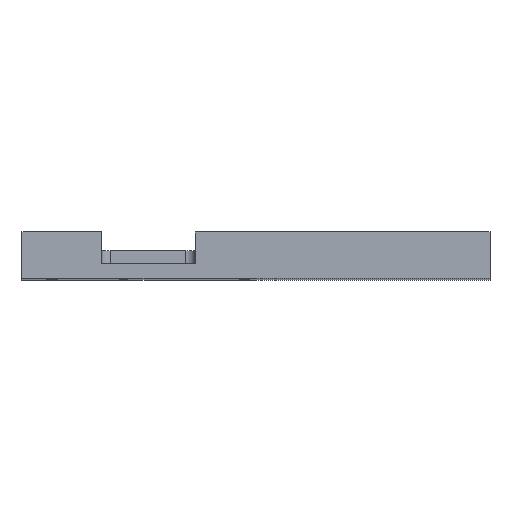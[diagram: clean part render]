
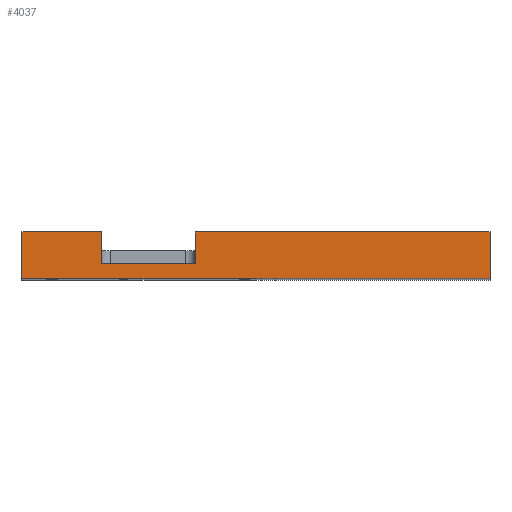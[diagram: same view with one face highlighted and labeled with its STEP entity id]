
A CAD part, top view. The second image highlights one B-rep face of the part: STEP entity #4037.
In plain terms, the highlighted planar face has unit normal (0, 0, 1).
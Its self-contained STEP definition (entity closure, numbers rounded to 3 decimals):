
#43 = PLANE('',#44);
#44 = AXIS2_PLACEMENT_3D('',#45,#46,#47);
#45 = CARTESIAN_POINT('',(70.,-185.,-185.));
#46 = DIRECTION('',(0.,-1.,0.));
#47 = DIRECTION('',(1.,0.,0.));
#263 = VERTEX_POINT('',#264);
#264 = CARTESIAN_POINT('',(-30.5,-175.5,155.));
#273 = PLANE('',#274);
#274 = AXIS2_PLACEMENT_3D('',#275,#276,#277);
#275 = CARTESIAN_POINT('',(-30.5,-175.5,155.));
#276 = DIRECTION('',(0.,-1.,0.));
#277 = DIRECTION('',(1.,0.,0.));
#285 = PLANE('',#286);
#286 = AXIS2_PLACEMENT_3D('',#287,#288,#289);
#287 = CARTESIAN_POINT('',(-30.5,-162.095,-181.845));
#288 = DIRECTION('',(1.,0.,0.));
#289 = DIRECTION('',(0.,-1.,0.));
#388 = VERTEX_POINT('',#389);
#389 = CARTESIAN_POINT('',(30.5,-175.5,155.));
#403 = PLANE('',#404);
#404 = AXIS2_PLACEMENT_3D('',#405,#406,#407);
#405 = CARTESIAN_POINT('',(30.5,-162.095,-181.845));
#406 = DIRECTION('',(-1.,0.,0.));
#407 = DIRECTION('',(0.,1.,0.));
#415 = EDGE_CURVE('',#263,#388,#416,.T.);
#416 = SURFACE_CURVE('',#417,(#421,#428),.PCURVE_S1.);
#417 = LINE('',#418,#419);
#418 = CARTESIAN_POINT('',(-30.5,-175.5,155.));
#419 = VECTOR('',#420,1.);
#420 = DIRECTION('',(1.,0.,0.));
#421 = PCURVE('',#273,#422);
#422 = DEFINITIONAL_REPRESENTATION('',(#423),#427);
#423 = LINE('',#424,#425);
#424 = CARTESIAN_POINT('',(0.,0.));
#425 = VECTOR('',#426,1.);
#426 = DIRECTION('',(1.,0.));
#427 = ( GEOMETRIC_REPRESENTATION_CONTEXT(2) 
PARAMETRIC_REPRESENTATION_CONTEXT() REPRESENTATION_CONTEXT('2D SPACE',''
  ) );
#428 = PCURVE('',#429,#434);
#429 = PLANE('',#430);
#430 = AXIS2_PLACEMENT_3D('',#431,#432,#433);
#431 = CARTESIAN_POINT('',(65.952,-171.489,155.));
#432 = DIRECTION('',(0.,0.,1.));
#433 = DIRECTION('',(0.,-1.,0.));
#434 = DEFINITIONAL_REPRESENTATION('',(#435),#439);
#435 = LINE('',#436,#437);
#436 = CARTESIAN_POINT('',(4.011,-96.452));
#437 = VECTOR('',#438,1.);
#438 = DIRECTION('',(0.,1.));
#439 = ( GEOMETRIC_REPRESENTATION_CONTEXT(2) 
PARAMETRIC_REPRESENTATION_CONTEXT() REPRESENTATION_CONTEXT('2D SPACE',''
  ) );
#581 = VERTEX_POINT('',#582);
#582 = CARTESIAN_POINT('',(-30.5,-155.,155.));
#596 = PLANE('',#597);
#597 = AXIS2_PLACEMENT_3D('',#598,#599,#600);
#598 = CARTESIAN_POINT('',(0.,-155.,-185.));
#599 = DIRECTION('',(0.,1.,0.));
#600 = DIRECTION('',(0.,0.,1.));
#608 = EDGE_CURVE('',#581,#263,#609,.T.);
#609 = SURFACE_CURVE('',#610,(#614,#621),.PCURVE_S1.);
#610 = LINE('',#611,#612);
#611 = CARTESIAN_POINT('',(-30.5,-114.5,155.));
#612 = VECTOR('',#613,1.);
#613 = DIRECTION('',(-0.,-1.,0.));
#614 = PCURVE('',#285,#615);
#615 = DEFINITIONAL_REPRESENTATION('',(#616),#620);
#616 = LINE('',#617,#618);
#617 = CARTESIAN_POINT('',(-47.595,-336.845));
#618 = VECTOR('',#619,1.);
#619 = DIRECTION('',(1.,0.));
#620 = ( GEOMETRIC_REPRESENTATION_CONTEXT(2) 
PARAMETRIC_REPRESENTATION_CONTEXT() REPRESENTATION_CONTEXT('2D SPACE',''
  ) );
#621 = PCURVE('',#429,#622);
#622 = DEFINITIONAL_REPRESENTATION('',(#623),#627);
#623 = LINE('',#624,#625);
#624 = CARTESIAN_POINT('',(-56.989,-96.452));
#625 = VECTOR('',#626,1.);
#626 = DIRECTION('',(1.,0.));
#627 = ( GEOMETRIC_REPRESENTATION_CONTEXT(2) 
PARAMETRIC_REPRESENTATION_CONTEXT() REPRESENTATION_CONTEXT('2D SPACE',''
  ) );
#755 = EDGE_CURVE('',#388,#756,#758,.T.);
#756 = VERTEX_POINT('',#757);
#757 = CARTESIAN_POINT('',(30.5,-155.,155.));
#758 = SURFACE_CURVE('',#759,(#763,#770),.PCURVE_S1.);
#759 = LINE('',#760,#761);
#760 = CARTESIAN_POINT('',(30.5,-175.5,155.));
#761 = VECTOR('',#762,1.);
#762 = DIRECTION('',(0.,1.,0.));
#763 = PCURVE('',#403,#764);
#764 = DEFINITIONAL_REPRESENTATION('',(#765),#769);
#765 = LINE('',#766,#767);
#766 = CARTESIAN_POINT('',(-13.405,-336.845));
#767 = VECTOR('',#768,1.);
#768 = DIRECTION('',(1.,0.));
#769 = ( GEOMETRIC_REPRESENTATION_CONTEXT(2) 
PARAMETRIC_REPRESENTATION_CONTEXT() REPRESENTATION_CONTEXT('2D SPACE',''
  ) );
#770 = PCURVE('',#429,#771);
#771 = DEFINITIONAL_REPRESENTATION('',(#772),#776);
#772 = LINE('',#773,#774);
#773 = CARTESIAN_POINT('',(4.011,-35.452));
#774 = VECTOR('',#775,1.);
#775 = DIRECTION('',(-1.,0.));
#776 = ( GEOMETRIC_REPRESENTATION_CONTEXT(2) 
PARAMETRIC_REPRESENTATION_CONTEXT() REPRESENTATION_CONTEXT('2D SPACE',''
  ) );
#794 = PLANE('',#795);
#795 = AXIS2_PLACEMENT_3D('',#796,#797,#798);
#796 = CARTESIAN_POINT('',(129.304,-155.,-182.57));
#797 = DIRECTION('',(-0.,1.,0.));
#798 = DIRECTION('',(-1.,-0.,0.));
#1005 = VERTEX_POINT('',#1006);
#1006 = CARTESIAN_POINT('',(-82.,-155.,155.));
#1020 = PLANE('',#1021);
#1021 = AXIS2_PLACEMENT_3D('',#1022,#1023,#1024);
#1022 = CARTESIAN_POINT('',(-82.,-155.,-525.));
#1023 = DIRECTION('',(-1.,0.,0.));
#1024 = DIRECTION('',(0.,0.,1.));
#1032 = EDGE_CURVE('',#1005,#581,#1033,.T.);
#1033 = SURFACE_CURVE('',#1034,(#1038,#1045),.PCURVE_S1.);
#1034 = LINE('',#1035,#1036);
#1035 = CARTESIAN_POINT('',(-82.,-155.,155.));
#1036 = VECTOR('',#1037,1.);
#1037 = DIRECTION('',(1.,0.,0.));
#1038 = PCURVE('',#596,#1039);
#1039 = DEFINITIONAL_REPRESENTATION('',(#1040),#1044);
#1040 = LINE('',#1041,#1042);
#1041 = CARTESIAN_POINT('',(340.,-82.));
#1042 = VECTOR('',#1043,1.);
#1043 = DIRECTION('',(0.,1.));
#1044 = ( GEOMETRIC_REPRESENTATION_CONTEXT(2) 
PARAMETRIC_REPRESENTATION_CONTEXT() REPRESENTATION_CONTEXT('2D SPACE',''
  ) );
#1045 = PCURVE('',#429,#1046);
#1046 = DEFINITIONAL_REPRESENTATION('',(#1047),#1051);
#1047 = LINE('',#1048,#1049);
#1048 = CARTESIAN_POINT('',(-16.489,-147.952));
#1049 = VECTOR('',#1050,1.);
#1050 = DIRECTION('',(0.,1.));
#1051 = ( GEOMETRIC_REPRESENTATION_CONTEXT(2) 
PARAMETRIC_REPRESENTATION_CONTEXT() REPRESENTATION_CONTEXT('2D SPACE',''
  ) );
#2083 = VERTEX_POINT('',#2084);
#2084 = CARTESIAN_POINT('',(-82.,-185.,155.));
#2105 = EDGE_CURVE('',#1005,#2083,#2106,.T.);
#2106 = SURFACE_CURVE('',#2107,(#2111,#2118),.PCURVE_S1.);
#2107 = LINE('',#2108,#2109);
#2108 = CARTESIAN_POINT('',(-82.,-155.,155.));
#2109 = VECTOR('',#2110,1.);
#2110 = DIRECTION('',(0.,-1.,0.));
#2111 = PCURVE('',#1020,#2112);
#2112 = DEFINITIONAL_REPRESENTATION('',(#2113),#2117);
#2113 = LINE('',#2114,#2115);
#2114 = CARTESIAN_POINT('',(680.,0.));
#2115 = VECTOR('',#2116,1.);
#2116 = DIRECTION('',(0.,-1.));
#2117 = ( GEOMETRIC_REPRESENTATION_CONTEXT(2) 
PARAMETRIC_REPRESENTATION_CONTEXT() REPRESENTATION_CONTEXT('2D SPACE',''
  ) );
#2118 = PCURVE('',#429,#2119);
#2119 = DEFINITIONAL_REPRESENTATION('',(#2120),#2124);
#2120 = LINE('',#2121,#2122);
#2121 = CARTESIAN_POINT('',(-16.489,-147.952));
#2122 = VECTOR('',#2123,1.);
#2123 = DIRECTION('',(1.,0.));
#2124 = ( GEOMETRIC_REPRESENTATION_CONTEXT(2) 
PARAMETRIC_REPRESENTATION_CONTEXT() REPRESENTATION_CONTEXT('2D SPACE',''
  ) );
#4037 = ADVANCED_FACE('',(#4038),#429,.T.);
#4038 = FACE_BOUND('',#4039,.T.);
#4039 = EDGE_LOOP('',(#4040,#4041,#4042,#4065,#4093,#4114,#4115,#4116));
#4040 = ORIENTED_EDGE('',*,*,#1032,.F.);
#4041 = ORIENTED_EDGE('',*,*,#2105,.T.);
#4042 = ORIENTED_EDGE('',*,*,#4043,.T.);
#4043 = EDGE_CURVE('',#2083,#4044,#4046,.T.);
#4044 = VERTEX_POINT('',#4045);
#4045 = CARTESIAN_POINT('',(222.,-185.,155.));
#4046 = SURFACE_CURVE('',#4047,(#4051,#4058),.PCURVE_S1.);
#4047 = LINE('',#4048,#4049);
#4048 = CARTESIAN_POINT('',(-82.,-185.,155.));
#4049 = VECTOR('',#4050,1.);
#4050 = DIRECTION('',(1.,0.,0.));
#4051 = PCURVE('',#429,#4052);
#4052 = DEFINITIONAL_REPRESENTATION('',(#4053),#4057);
#4053 = LINE('',#4054,#4055);
#4054 = CARTESIAN_POINT('',(13.511,-147.952));
#4055 = VECTOR('',#4056,1.);
#4056 = DIRECTION('',(0.,1.));
#4057 = ( GEOMETRIC_REPRESENTATION_CONTEXT(2) 
PARAMETRIC_REPRESENTATION_CONTEXT() REPRESENTATION_CONTEXT('2D SPACE',''
  ) );
#4058 = PCURVE('',#43,#4059);
#4059 = DEFINITIONAL_REPRESENTATION('',(#4060),#4064);
#4060 = LINE('',#4061,#4062);
#4061 = CARTESIAN_POINT('',(-152.,340.));
#4062 = VECTOR('',#4063,1.);
#4063 = DIRECTION('',(1.,0.));
#4064 = ( GEOMETRIC_REPRESENTATION_CONTEXT(2) 
PARAMETRIC_REPRESENTATION_CONTEXT() REPRESENTATION_CONTEXT('2D SPACE',''
  ) );
#4065 = ORIENTED_EDGE('',*,*,#4066,.F.);
#4066 = EDGE_CURVE('',#4067,#4044,#4069,.T.);
#4067 = VERTEX_POINT('',#4068);
#4068 = CARTESIAN_POINT('',(222.,-155.,155.));
#4069 = SURFACE_CURVE('',#4070,(#4074,#4081),.PCURVE_S1.);
#4070 = LINE('',#4071,#4072);
#4071 = CARTESIAN_POINT('',(222.,-155.,155.));
#4072 = VECTOR('',#4073,1.);
#4073 = DIRECTION('',(0.,-1.,0.));
#4074 = PCURVE('',#429,#4075);
#4075 = DEFINITIONAL_REPRESENTATION('',(#4076),#4080);
#4076 = LINE('',#4077,#4078);
#4077 = CARTESIAN_POINT('',(-16.489,156.048));
#4078 = VECTOR('',#4079,1.);
#4079 = DIRECTION('',(1.,0.));
#4080 = ( GEOMETRIC_REPRESENTATION_CONTEXT(2) 
PARAMETRIC_REPRESENTATION_CONTEXT() REPRESENTATION_CONTEXT('2D SPACE',''
  ) );
#4081 = PCURVE('',#4082,#4087);
#4082 = PLANE('',#4083);
#4083 = AXIS2_PLACEMENT_3D('',#4084,#4085,#4086);
#4084 = CARTESIAN_POINT('',(222.,-155.,155.));
#4085 = DIRECTION('',(1.,0.,0.));
#4086 = DIRECTION('',(0.,0.,-1.));
#4087 = DEFINITIONAL_REPRESENTATION('',(#4088),#4092);
#4088 = LINE('',#4089,#4090);
#4089 = CARTESIAN_POINT('',(0.,0.));
#4090 = VECTOR('',#4091,1.);
#4091 = DIRECTION('',(0.,-1.));
#4092 = ( GEOMETRIC_REPRESENTATION_CONTEXT(2) 
PARAMETRIC_REPRESENTATION_CONTEXT() REPRESENTATION_CONTEXT('2D SPACE',''
  ) );
#4093 = ORIENTED_EDGE('',*,*,#4094,.F.);
#4094 = EDGE_CURVE('',#756,#4067,#4095,.T.);
#4095 = SURFACE_CURVE('',#4096,(#4100,#4107),.PCURVE_S1.);
#4096 = LINE('',#4097,#4098);
#4097 = CARTESIAN_POINT('',(82.,-155.,155.));
#4098 = VECTOR('',#4099,1.);
#4099 = DIRECTION('',(1.,0.,0.));
#4100 = PCURVE('',#429,#4101);
#4101 = DEFINITIONAL_REPRESENTATION('',(#4102),#4106);
#4102 = LINE('',#4103,#4104);
#4103 = CARTESIAN_POINT('',(-16.489,16.048));
#4104 = VECTOR('',#4105,1.);
#4105 = DIRECTION('',(0.,1.));
#4106 = ( GEOMETRIC_REPRESENTATION_CONTEXT(2) 
PARAMETRIC_REPRESENTATION_CONTEXT() REPRESENTATION_CONTEXT('2D SPACE',''
  ) );
#4107 = PCURVE('',#794,#4108);
#4108 = DEFINITIONAL_REPRESENTATION('',(#4109),#4113);
#4109 = LINE('',#4110,#4111);
#4110 = CARTESIAN_POINT('',(47.304,337.57));
#4111 = VECTOR('',#4112,1.);
#4112 = DIRECTION('',(-1.,0.));
#4113 = ( GEOMETRIC_REPRESENTATION_CONTEXT(2) 
PARAMETRIC_REPRESENTATION_CONTEXT() REPRESENTATION_CONTEXT('2D SPACE',''
  ) );
#4114 = ORIENTED_EDGE('',*,*,#755,.F.);
#4115 = ORIENTED_EDGE('',*,*,#415,.F.);
#4116 = ORIENTED_EDGE('',*,*,#608,.F.);
